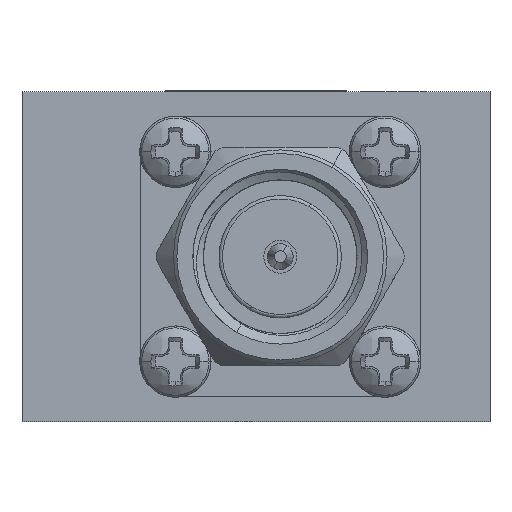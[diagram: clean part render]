
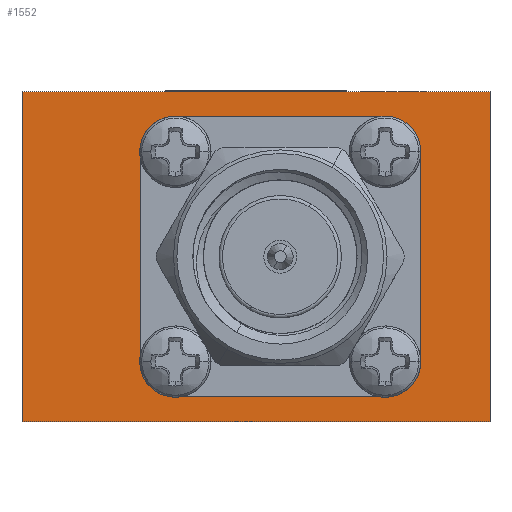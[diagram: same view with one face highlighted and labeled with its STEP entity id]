
A CAD part, left-side view. The second image highlights one B-rep face of the part: STEP entity #1552.
In plain terms, the highlighted planar face has unit normal (-1, 0, 0).
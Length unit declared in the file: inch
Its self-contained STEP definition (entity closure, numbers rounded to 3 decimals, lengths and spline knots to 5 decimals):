
#211 = CARTESIAN_POINT ( 'NONE',  ( -0.23622, 0.16535, -0.2 ) ) ;
#305 = EDGE_CURVE ( 'NONE', #2195, #518, #6283, .T. ) ;
#421 = LINE ( 'NONE', #2966, #6032 ) ;
#435 = EDGE_CURVE ( 'NONE', #2900, #14437, #7329, .T. ) ;
#517 = DIRECTION ( 'NONE',  ( 0., 0., 1. ) ) ;
#518 = VERTEX_POINT ( 'NONE', #8375 ) ;
#1331 = CARTESIAN_POINT ( 'NONE',  ( -0.23622, 0.16535, 0.2 ) ) ;
#1552 = ADVANCED_FACE ( 'NONE', ( #10163, #12847 ), #14274, .F. ) ;
#1854 = CARTESIAN_POINT ( 'NONE',  ( -0.23622, 0.11535, -0.15 ) ) ;
#1868 = CARTESIAN_POINT ( 'NONE',  ( -0.23622, -0.33465, 0.23622 ) ) ;
#1959 = AXIS2_PLACEMENT_3D ( 'NONE', #13699, #14915, #8218 ) ;
#1999 = ORIENTED_EDGE ( 'NONE', *, *, #13037, .F. ) ;
#2195 = VERTEX_POINT ( 'NONE', #10777 ) ;
#2447 = VECTOR ( 'NONE', #4878, 39.37008 ) ;
#2644 = DIRECTION ( 'NONE',  ( 0., 0., -1. ) ) ;
#2671 = DIRECTION ( 'NONE',  ( 0., 1., 0. ) ) ;
#2900 = VERTEX_POINT ( 'NONE', #15196 ) ;
#2919 = CARTESIAN_POINT ( 'NONE',  ( -0.23622, 0.33465, 0.23622 ) ) ;
#2966 = CARTESIAN_POINT ( 'NONE',  ( -0.23622, -0.23465, 0.2 ) ) ;
#3286 = DIRECTION ( 'NONE',  ( 1., 0., 0. ) ) ;
#3383 = ORIENTED_EDGE ( 'NONE', *, *, #6942, .T. ) ;
#3428 = VERTEX_POINT ( 'NONE', #4598 ) ;
#3777 = VECTOR ( 'NONE', #8312, 39.37008 ) ;
#4014 = ORIENTED_EDGE ( 'NONE', *, *, #305, .F. ) ;
#4117 = VERTEX_POINT ( 'NONE', #12452 ) ;
#4400 = DIRECTION ( 'NONE',  ( 0., -1., 0. ) ) ;
#4598 = CARTESIAN_POINT ( 'NONE',  ( -0.23622, 0.33465, -0.23622 ) ) ;
#4599 = CARTESIAN_POINT ( 'NONE',  ( -0.23622, 0.11535, 0.15 ) ) ;
#4770 = EDGE_LOOP ( 'NONE', ( #5761, #1999, #11543, #3383 ) ) ;
#4878 = DIRECTION ( 'NONE',  ( 0., 0., -1. ) ) ;
#5090 = DIRECTION ( 'NONE',  ( 1., 0., 0. ) ) ;
#5092 = CARTESIAN_POINT ( 'NONE',  ( -0.23622, 0.16535, -0.15 ) ) ;
#5444 = ORIENTED_EDGE ( 'NONE', *, *, #11006, .T. ) ;
#5473 = ORIENTED_EDGE ( 'NONE', *, *, #9666, .F. ) ;
#5761 = ORIENTED_EDGE ( 'NONE', *, *, #11017, .T. ) ;
#5834 = DIRECTION ( 'NONE',  ( 1., 0., 0. ) ) ;
#6032 = VECTOR ( 'NONE', #16093, 39.37008 ) ;
#6088 = CIRCLE ( 'NONE', #7817, 0.05 ) ;
#6283 = LINE ( 'NONE', #9285, #12277 ) ;
#6568 = DIRECTION ( 'NONE',  ( 0., 0., -1. ) ) ;
#6646 = ORIENTED_EDGE ( 'NONE', *, *, #11666, .F. ) ;
#6843 = ORIENTED_EDGE ( 'NONE', *, *, #16383, .T. ) ;
#6859 = CIRCLE ( 'NONE', #1959, 0.05 ) ;
#6942 = EDGE_CURVE ( 'NONE', #2900, #3428, #14829, .T. ) ;
#7086 = VECTOR ( 'NONE', #4400, 39.37008 ) ;
#7288 = LINE ( 'NONE', #9664, #7086 ) ;
#7329 = LINE ( 'NONE', #14882, #3777 ) ;
#7781 = CIRCLE ( 'NONE', #15225, 0.05 ) ;
#7817 = AXIS2_PLACEMENT_3D ( 'NONE', #14359, #7909, #16988 ) ;
#7909 = DIRECTION ( 'NONE',  ( 1., 0., 0. ) ) ;
#8179 = VERTEX_POINT ( 'NONE', #15054 ) ;
#8218 = DIRECTION ( 'NONE',  ( 0., 0., 1. ) ) ;
#8312 = DIRECTION ( 'NONE',  ( 0., -1., 0. ) ) ;
#8340 = VERTEX_POINT ( 'NONE', #9415 ) ;
#8375 = CARTESIAN_POINT ( 'NONE',  ( -0.23622, 0.11535, 0.2 ) ) ;
#8606 = DIRECTION ( 'NONE',  ( 0., 0., 1. ) ) ;
#8936 = AXIS2_PLACEMENT_3D ( 'NONE', #1854, #3286, #517 ) ;
#9285 = CARTESIAN_POINT ( 'NONE',  ( -0.23622, 0.16535, 0.2 ) ) ;
#9415 = CARTESIAN_POINT ( 'NONE',  ( -0.23622, -0.33465, -0.23622 ) ) ;
#9566 = ORIENTED_EDGE ( 'NONE', *, *, #14987, .F. ) ;
#9664 = CARTESIAN_POINT ( 'NONE',  ( -0.23622, -0.33465, -0.23622 ) ) ;
#9666 = EDGE_CURVE ( 'NONE', #4117, #11970, #11420, .T. ) ;
#9856 = EDGE_CURVE ( 'NONE', #2195, #14857, #6088, .T. ) ;
#10063 = VECTOR ( 'NONE', #10951, 39.37008 ) ;
#10163 = FACE_OUTER_BOUND ( 'NONE', #4770, .T. ) ;
#10175 = VECTOR ( 'NONE', #2644, 39.37008 ) ;
#10402 = CARTESIAN_POINT ( 'NONE',  ( -0.23622, -0.33465, 0.23622 ) ) ;
#10777 = CARTESIAN_POINT ( 'NONE',  ( -0.23622, -0.18465, 0.2 ) ) ;
#10927 = LINE ( 'NONE', #14116, #2447 ) ;
#10951 = DIRECTION ( 'NONE',  ( 0., 0., -1. ) ) ;
#11006 = EDGE_CURVE ( 'NONE', #8179, #11970, #13453, .T. ) ;
#11017 = EDGE_CURVE ( 'NONE', #3428, #8340, #7288, .T. ) ;
#11319 = VERTEX_POINT ( 'NONE', #15581 ) ;
#11420 = LINE ( 'NONE', #1331, #10175 ) ;
#11543 = ORIENTED_EDGE ( 'NONE', *, *, #435, .F. ) ;
#11666 = EDGE_CURVE ( 'NONE', #11319, #14857, #421, .T. ) ;
#11685 = CARTESIAN_POINT ( 'NONE',  ( -0.23622, -0.18465, -0.2 ) ) ;
#11970 = VERTEX_POINT ( 'NONE', #5092 ) ;
#12277 = VECTOR ( 'NONE', #2671, 39.37008 ) ;
#12452 = CARTESIAN_POINT ( 'NONE',  ( -0.23622, 0.16535, 0.15 ) ) ;
#12460 = EDGE_CURVE ( 'NONE', #11319, #13667, #6859, .T. ) ;
#12553 = VECTOR ( 'NONE', #13451, 39.37008 ) ;
#12847 = FACE_BOUND ( 'NONE', #16570, .T. ) ;
#13037 = EDGE_CURVE ( 'NONE', #14437, #8340, #10927, .T. ) ;
#13158 = CARTESIAN_POINT ( 'NONE',  ( -0.23622, -0.23465, 0.15 ) ) ;
#13369 = ORIENTED_EDGE ( 'NONE', *, *, #9856, .T. ) ;
#13451 = DIRECTION ( 'NONE',  ( 0., -1., 0. ) ) ;
#13453 = CIRCLE ( 'NONE', #8936, 0.05 ) ;
#13667 = VERTEX_POINT ( 'NONE', #11685 ) ;
#13699 = CARTESIAN_POINT ( 'NONE',  ( -0.23622, -0.18465, -0.15 ) ) ;
#14116 = CARTESIAN_POINT ( 'NONE',  ( -0.23622, -0.33465, 0.23622 ) ) ;
#14274 = PLANE ( 'NONE',  #14571 ) ;
#14359 = CARTESIAN_POINT ( 'NONE',  ( -0.23622, -0.18465, 0.15 ) ) ;
#14437 = VERTEX_POINT ( 'NONE', #1868 ) ;
#14571 = AXIS2_PLACEMENT_3D ( 'NONE', #10402, #5090, #6568 ) ;
#14829 = LINE ( 'NONE', #2919, #10063 ) ;
#14857 = VERTEX_POINT ( 'NONE', #13158 ) ;
#14882 = CARTESIAN_POINT ( 'NONE',  ( -0.23622, -0.33465, 0.23622 ) ) ;
#14915 = DIRECTION ( 'NONE',  ( 1., 0., 0. ) ) ;
#14987 = EDGE_CURVE ( 'NONE', #8179, #13667, #16286, .T. ) ;
#15054 = CARTESIAN_POINT ( 'NONE',  ( -0.23622, 0.11535, -0.2 ) ) ;
#15196 = CARTESIAN_POINT ( 'NONE',  ( -0.23622, 0.33465, 0.23622 ) ) ;
#15225 = AXIS2_PLACEMENT_3D ( 'NONE', #4599, #5834, #8606 ) ;
#15351 = ORIENTED_EDGE ( 'NONE', *, *, #12460, .T. ) ;
#15581 = CARTESIAN_POINT ( 'NONE',  ( -0.23622, -0.23465, -0.15 ) ) ;
#16093 = DIRECTION ( 'NONE',  ( 0., 0., 1. ) ) ;
#16286 = LINE ( 'NONE', #211, #12553 ) ;
#16383 = EDGE_CURVE ( 'NONE', #4117, #518, #7781, .T. ) ;
#16570 = EDGE_LOOP ( 'NONE', ( #4014, #13369, #6646, #15351, #9566, #5444, #5473, #6843 ) ) ;
#16988 = DIRECTION ( 'NONE',  ( 0., 0., 1. ) ) ;
